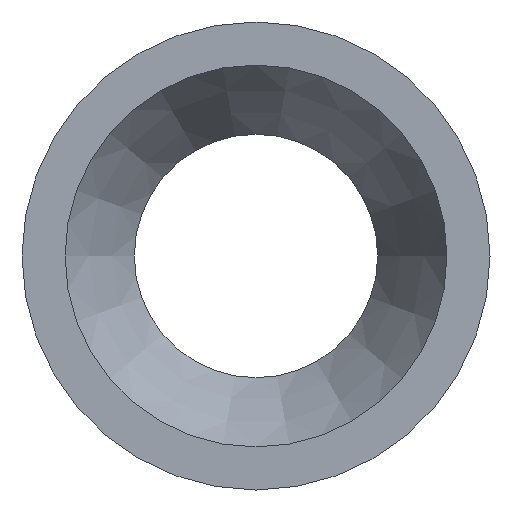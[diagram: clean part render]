
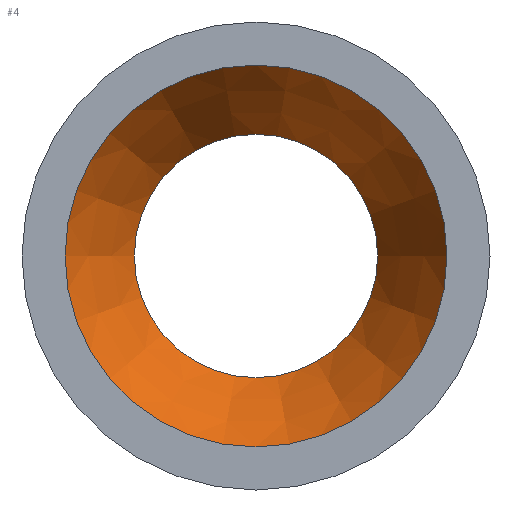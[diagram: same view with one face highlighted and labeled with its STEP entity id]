
A CAD part, left-side view. The second image highlights one B-rep face of the part: STEP entity #4.
In plain terms, the highlighted conical face has half-angle 29.65 degrees and reference radius 20.4 mm.
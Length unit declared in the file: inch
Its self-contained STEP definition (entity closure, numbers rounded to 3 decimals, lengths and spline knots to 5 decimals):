
#3 = DIRECTION ( 'NONE',  ( 0., 1., 0. ) ) ;
#4 = ADVANCED_FACE ( 'NONE', ( #225, #185 ), #92, .F. ) ;
#33 = EDGE_CURVE ( 'NONE', #94, #94, #155, .T. ) ;
#35 = CIRCLE ( 'NONE', #77, 0.51181 ) ;
#39 = DIRECTION ( 'NONE',  ( 0., 1., 0. ) ) ;
#49 = CARTESIAN_POINT ( 'NONE',  ( 2.83465, 0., 0. ) ) ;
#51 = EDGE_LOOP ( 'NONE', ( #78 ) ) ;
#66 = DIRECTION ( 'NONE',  ( -1., 0., 0. ) ) ;
#73 = AXIS2_PLACEMENT_3D ( 'NONE', #183, #136, #156 ) ;
#77 = AXIS2_PLACEMENT_3D ( 'NONE', #49, #122, #39 ) ;
#78 = ORIENTED_EDGE ( 'NONE', *, *, #170, .F. ) ;
#81 = CARTESIAN_POINT ( 'NONE',  ( 2.83465, 0.51181, 0. ) ) ;
#92 = CONICAL_SURFACE ( 'NONE', #73, 0.80315, 0.517 ) ;
#94 = VERTEX_POINT ( 'NONE', #243 ) ;
#122 = DIRECTION ( 'NONE',  ( -1., 0., 0. ) ) ;
#132 = ORIENTED_EDGE ( 'NONE', *, *, #33, .T. ) ;
#136 = DIRECTION ( 'NONE',  ( -1., 0., 0. ) ) ;
#155 = CIRCLE ( 'NONE', #173, 0.80315 ) ;
#156 = DIRECTION ( 'NONE',  ( 0., 0., 1. ) ) ;
#164 = VERTEX_POINT ( 'NONE', #81 ) ;
#170 = EDGE_CURVE ( 'NONE', #164, #164, #35, .T. ) ;
#173 = AXIS2_PLACEMENT_3D ( 'NONE', #211, #66, #3 ) ;
#178 = EDGE_LOOP ( 'NONE', ( #132 ) ) ;
#183 = CARTESIAN_POINT ( 'NONE',  ( 2.32283, 0., 0. ) ) ;
#185 = FACE_OUTER_BOUND ( 'NONE', #178, .T. ) ;
#211 = CARTESIAN_POINT ( 'NONE',  ( 2.32283, 0., 0. ) ) ;
#225 = FACE_BOUND ( 'NONE', #51, .T. ) ;
#243 = CARTESIAN_POINT ( 'NONE',  ( 2.32283, 0.80315, 0. ) ) ;
